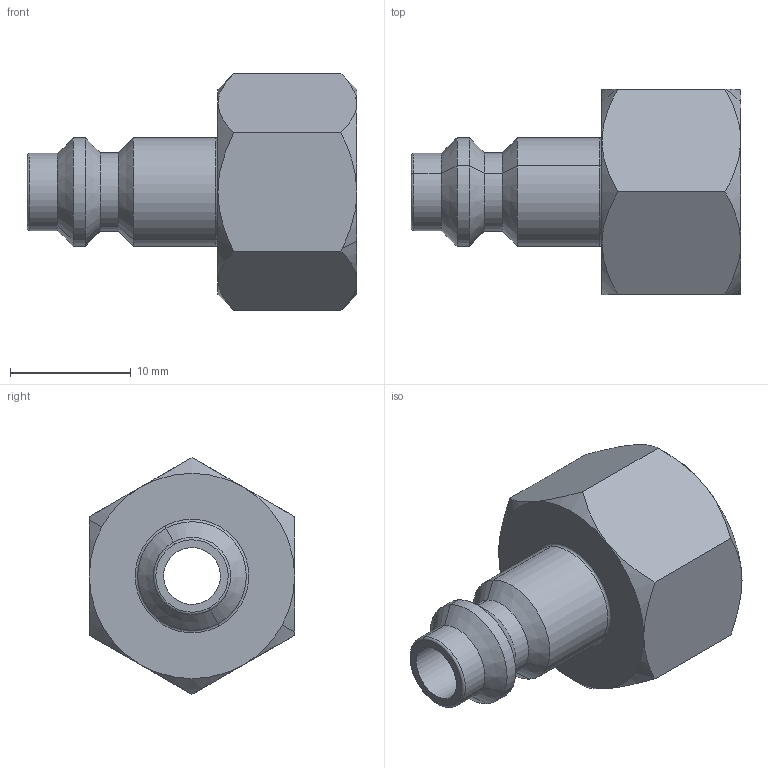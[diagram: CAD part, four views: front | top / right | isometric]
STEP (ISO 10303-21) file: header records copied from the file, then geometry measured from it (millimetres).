
FILE_DESCRIPTION(('CATIA V5 STEP Exchange'),'2;1');
FILE_NAME('EN313-G14.stp','2019-01-10T11:47:59+00:00',('none'),('none'),'CATIA Version 5 Release 21 GA (IN-10)','CATIA V5 STEP AP203','none');
FILE_SCHEMA(('CONFIG_CONTROL_DESIGN'));
Length unit declared in the file: millimetre
Products named in the file (1): EN313-G14
Bounding box: 27.3 x 17 x 19.63 mm (x, y, z)
Volume: 2262.1 mm3; surface area: 2131.4 mm2
Topology: 1 solids, 1 shells, 50 faces, 108 edges, 62 vertices
Faces by surface type: cone 24, cylinder 12, plane 10, torus 4
Entity records: 1446 total; most frequent: CARTESIAN_POINT 481, ORIENTED_EDGE 216, DIRECTION 132, EDGE_CURVE 108, AXIS2_PLACEMENT_3D 77, VERTEX_POINT 62, EDGE_LOOP 54, ADVANCED_FACE 50
